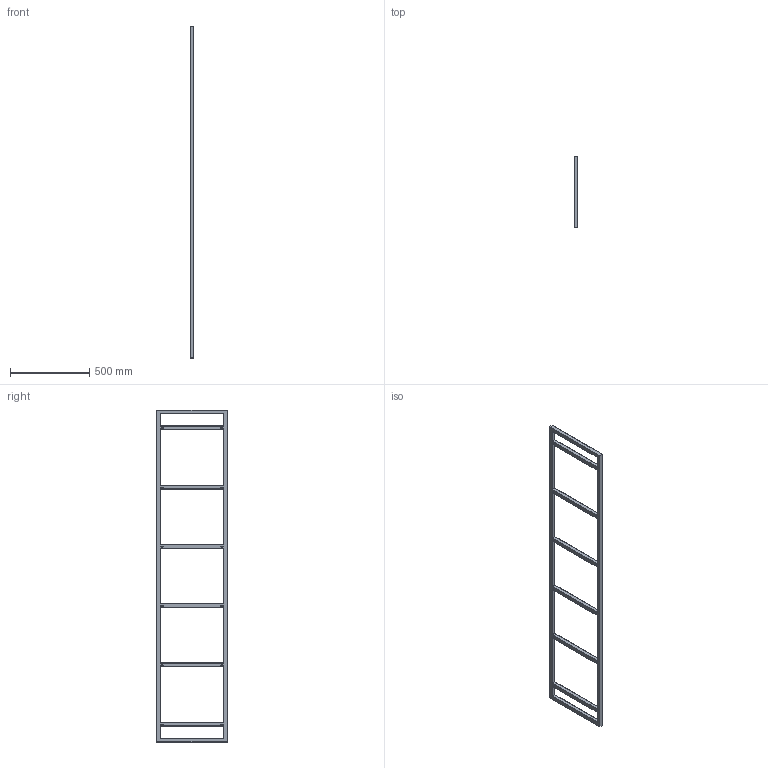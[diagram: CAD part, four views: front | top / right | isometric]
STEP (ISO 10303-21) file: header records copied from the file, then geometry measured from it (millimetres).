
FILE_DESCRIPTION(/* description */ (''),/* implementation_level */ '2;1');
FILE_NAME(/* name */ '5f46ab6a38339615d127814e',/* time_stamp */ '2020-08-26T18:35:23+00:00',/* author */ (''),/* organization */ (''),/* preprocessor_version */ 'ST-DEVELOPER v16.7',/* originating_system */ $,/* authorisation */ $);
FILE_SCHEMA (('AUTOMOTIVE_DESIGN {1 0 10303 214 3 1 1}'));
Length unit declared in the file: metre
Products named in the file (1): sideframe-center
Bounding box: 25 x 450 x 2100 mm (x, y, z)
Volume: 1036333.4 mm3; surface area: 1380546.9 mm2
Topology: 1 solids, 1 shells, 304 faces, 850 edges, 562 vertices
Faces by surface type: plane 183, cylinder 121
Full cylindrical faces by diameter (mm): 4.2 x24, 4.5 x24, 7 x2
Entity records: 9258 total; most frequent: CARTESIAN_POINT 1567, DIRECTION 1538, ORIENTED_EDGE 1500, EDGE_CURVE 750, LINE 572, VECTOR 572, VERTEX_POINT 512, AXIS2_PLACEMENT_3D 483
